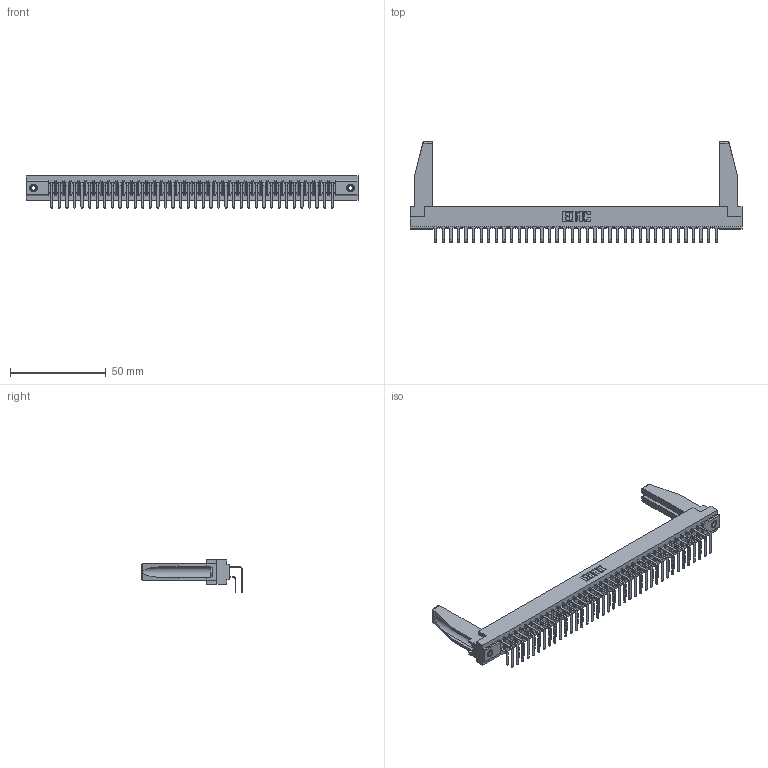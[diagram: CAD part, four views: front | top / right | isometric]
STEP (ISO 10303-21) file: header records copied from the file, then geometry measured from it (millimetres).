
FILE_DESCRIPTION (( 'STEP AP203' ), '1' );
FILE_NAME ('307-076-458-278.STEP', '2020-10-01T05:49:56', ( '' ), ( '' ), 'SwSTEP 2.0', 'SolidWorks 2020', '' );
FILE_SCHEMA (( 'CONFIG_CONTROL_DESIGN' ));
Length unit declared in the file: inch
Products named in the file (6): 345-250-001_345-250-001-102; 307-290-001_558 - 2 (Single); 307-076-458-278; 307 Part_.156 Dia Mounting Holes; 307-220-078; 307-290-001_558 559 - 1 (Single)
Assembly tree (81 placements, depth 2):
  307-076-458-278
    307 Part_.156 Dia Mounting Holes
    307-290-001_558 559 - 1 (Single)  x38
    307-290-001_558 - 2 (Single)  x38
    307-220-078  x2
    345-250-001_345-250-001-102  x2
Bounding box: 173.58 x 52.67 x 16.8 mm (x, y, z)
Volume: 22760.5 mm3; surface area: 28671.3 mm2
Topology: 81 solids, 81 shells, 4087 faces, 11445 edges, 7414 vertices
Faces by surface type: plane 2662, cylinder 1331, sphere 78, cone 12, torus 4
Entity records: 38172 total; most frequent: CARTESIAN_POINT 6258, ORIENTED_EDGE 6160, DIRECTION 6084, EDGE_CURVE 3080, VECTOR 2364, LINE 2364, VERTEX_POINT 1992, AXIS2_PLACEMENT_3D 1860
